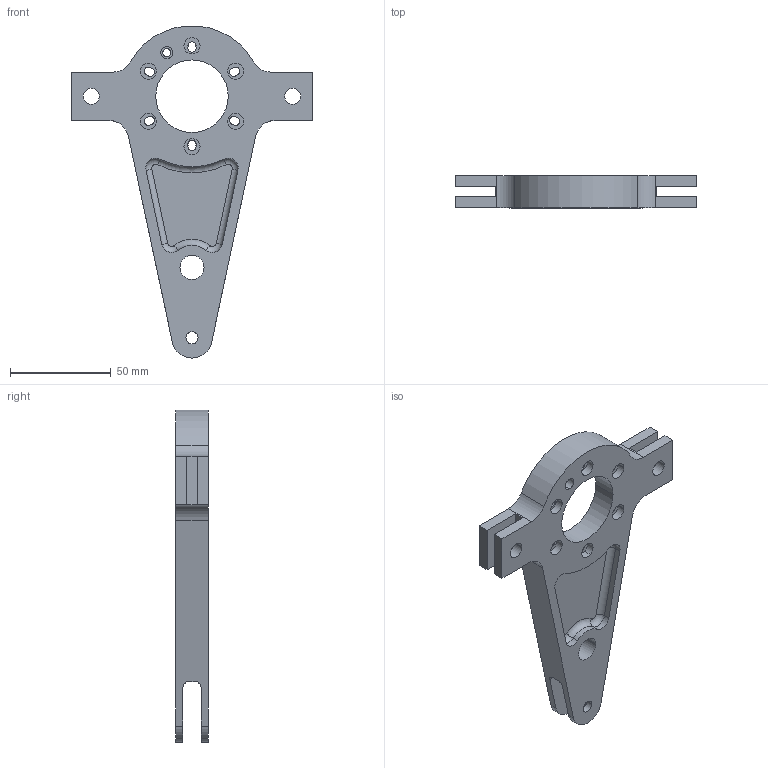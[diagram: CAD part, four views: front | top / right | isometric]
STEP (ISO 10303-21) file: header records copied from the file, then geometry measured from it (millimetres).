
FILE_DESCRIPTION(('CoCreate Modeling STEP Export'),'2;1');
FILE_NAME('m13.stp','2011-05-24T11:19:04',(''),(''),'CoCreate Modeling STEP processor for AP214 (Solid Model)','CoCreate Modeling 18.0P1120 20-Nov-2010 (C) Parametric Technology GmbH','');
FILE_SCHEMA(('AUTOMOTIVE_DESIGN { 1 0 10303 214 1 1 1 1 }'));
Length unit declared in the file: millimetre
Products named in the file (1): BODY_5____SOL5344_-_WSP_BR-1017.PRT
Bounding box: 120 x 16 x 164.88 mm (x, y, z)
Volume: 83512.3 mm3; surface area: 31321.4 mm2
Topology: 1 solids, 1 shells, 120 faces, 309 edges, 201 vertices
Faces by surface type: cylinder 71, plane 37, torus 12
Entity records: 3627 total; most frequent: DIRECTION 648, ORIENTED_EDGE 618, CARTESIAN_POINT 596, EDGE_CURVE 309, AXIS2_PLACEMENT_3D 253, VERTEX_POINT 201, EDGE_LOOP 160, VECTOR 142
